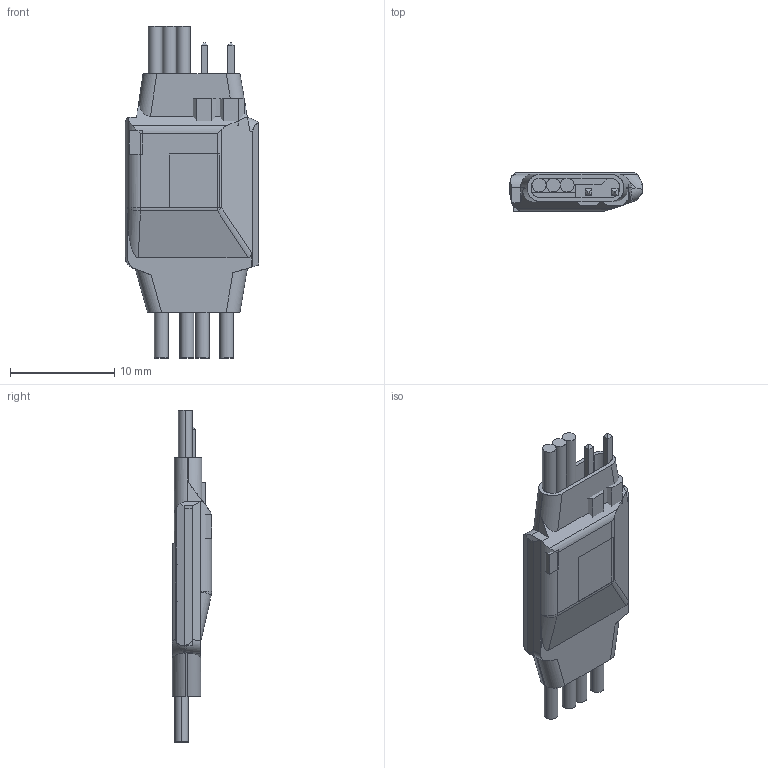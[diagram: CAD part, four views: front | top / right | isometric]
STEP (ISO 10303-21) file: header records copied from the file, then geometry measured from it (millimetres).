
FILE_DESCRIPTION(/* description */ (''),/* implementation_level */ '2;1');
FILE_NAME(/* name */ 'tinyESC_v2 v1.step',/* time_stamp */ '2016-12-15T11:46:35-08:00',/* author */ (''),/* organization */ (''),/* preprocessor_version */ 'ST-DEVELOPER v16.5',/* originating_system */ 'Autodesk Translation Framework v5.2.0.2920',/* authorisation */ '');
FILE_SCHEMA (('AUTOMOTIVE_DESIGN { 1 0 10303 214 3 1 1 }'));
Length unit declared in the file: millimetre
Products named in the file (2): tinyESC_v2 v1; tinyESC_v2
Assembly tree (1 placements, depth 2):
  tinyESC_v2 v1
    tinyESC_v2
Bounding box: 12.75 x 3.76 x 31.8 mm (x, y, z)
Surface area: 1780.7 mm2 (no closed solid volume)
Topology: 0 solids, 273 shells, 273 faces, 1351 edges, 1351 vertices
Faces by surface type: plane 222, cylinder 37, bspline 10, sphere 4
Entity records: 15019 total; most frequent: CARTESIAN_POINT 4536, DIRECTION 1849, VERTEX_POINT 1351, EDGE_CURVE 1351, ORIENTED_EDGE 1351, LINE 1147, VECTOR 1147, AXIS2_PLACEMENT_3D 351
